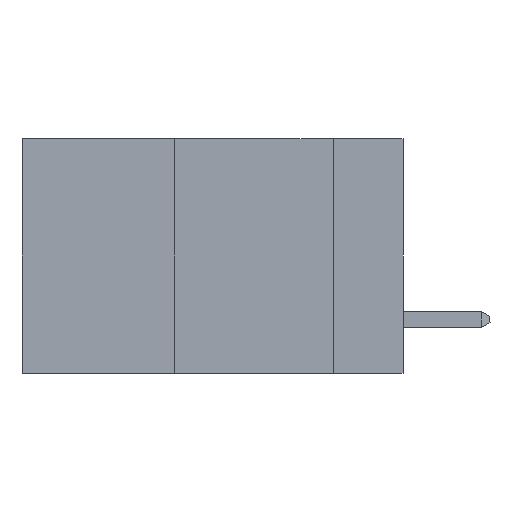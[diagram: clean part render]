
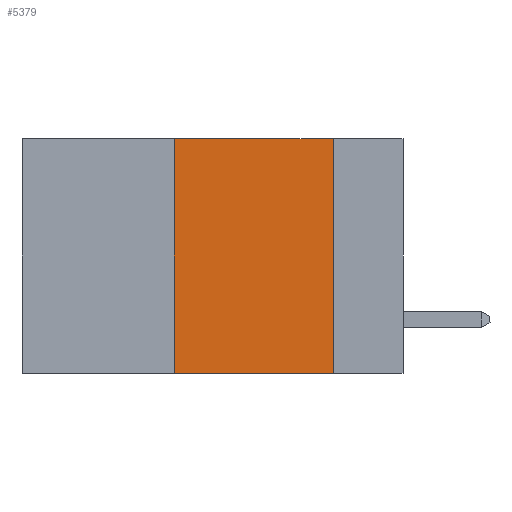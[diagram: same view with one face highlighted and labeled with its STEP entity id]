
A CAD part, left-side view. The second image highlights one B-rep face of the part: STEP entity #5379.
In plain terms, the highlighted planar face has unit normal (-1, 0, 0).
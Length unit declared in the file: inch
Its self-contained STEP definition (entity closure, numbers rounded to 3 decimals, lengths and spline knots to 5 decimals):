
#666 = LINE ( 'NONE', #9051, #5414 ) ;
#1768 = LINE ( 'NONE', #4803, #11240 ) ;
#2314 = ORIENTED_EDGE ( 'NONE', *, *, #2411, .F. ) ;
#2342 = FACE_OUTER_BOUND ( 'NONE', #7631, .T. ) ;
#2411 = EDGE_CURVE ( 'NONE', #6487, #4759, #1768, .T. ) ;
#2800 = ORIENTED_EDGE ( 'NONE', *, *, #4294, .F. ) ;
#2878 = CARTESIAN_POINT ( 'NONE',  ( 0., 0.36, 0. ) ) ;
#3108 = DIRECTION ( 'NONE',  ( 1., 0., 0. ) ) ;
#3519 = DIRECTION ( 'NONE',  ( 0., -1., 0. ) ) ;
#3982 = CARTESIAN_POINT ( 'NONE',  ( 0., 0.11, 0. ) ) ;
#4294 = EDGE_CURVE ( 'NONE', #6172, #6487, #7082, .T. ) ;
#4719 = VECTOR ( 'NONE', #5220, 39.37008 ) ;
#4759 = VERTEX_POINT ( 'NONE', #3982 ) ;
#4803 = CARTESIAN_POINT ( 'NONE',  ( 0., 0.6, 0. ) ) ;
#4881 = EDGE_CURVE ( 'NONE', #4759, #8962, #666, .T. ) ;
#5220 = DIRECTION ( 'NONE',  ( 0., 0., 1. ) ) ;
#5379 = ADVANCED_FACE ( 'NONE', ( #2342 ), #8210, .F. ) ;
#5414 = VECTOR ( 'NONE', #8622, 39.37008 ) ;
#5524 = ORIENTED_EDGE ( 'NONE', *, *, #8625, .T. ) ;
#5838 = DIRECTION ( 'NONE',  ( 0., -1., 0. ) ) ;
#6172 = VERTEX_POINT ( 'NONE', #6564 ) ;
#6487 = VERTEX_POINT ( 'NONE', #2878 ) ;
#6564 = CARTESIAN_POINT ( 'NONE',  ( 0., 0.36, -0.37 ) ) ;
#7082 = LINE ( 'NONE', #10845, #4719 ) ;
#7132 = LINE ( 'NONE', #9626, #11368 ) ;
#7631 = EDGE_LOOP ( 'NONE', ( #7715, #2314, #2800, #5524 ) ) ;
#7715 = ORIENTED_EDGE ( 'NONE', *, *, #4881, .F. ) ;
#8210 = PLANE ( 'NONE',  #9446 ) ;
#8248 = CARTESIAN_POINT ( 'NONE',  ( 0., 0.6, 0. ) ) ;
#8546 = CARTESIAN_POINT ( 'NONE',  ( 0., 0.11, -0.37 ) ) ;
#8622 = DIRECTION ( 'NONE',  ( 0., 0., -1. ) ) ;
#8625 = EDGE_CURVE ( 'NONE', #6172, #8962, #7132, .T. ) ;
#8962 = VERTEX_POINT ( 'NONE', #8546 ) ;
#9051 = CARTESIAN_POINT ( 'NONE',  ( 0., 0.11, 0. ) ) ;
#9446 = AXIS2_PLACEMENT_3D ( 'NONE', #8248, #3108, #10301 ) ;
#9626 = CARTESIAN_POINT ( 'NONE',  ( 0., 0.6, -0.37 ) ) ;
#10301 = DIRECTION ( 'NONE',  ( 0., 0., -1. ) ) ;
#10845 = CARTESIAN_POINT ( 'NONE',  ( 0., 0.36, 0. ) ) ;
#11240 = VECTOR ( 'NONE', #5838, 39.37008 ) ;
#11368 = VECTOR ( 'NONE', #3519, 39.37008 ) ;
